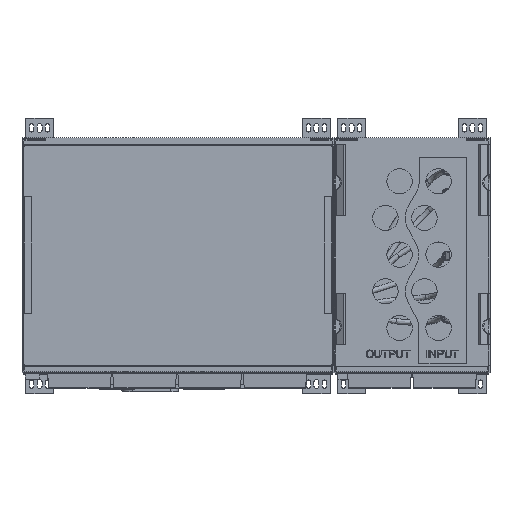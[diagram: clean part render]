
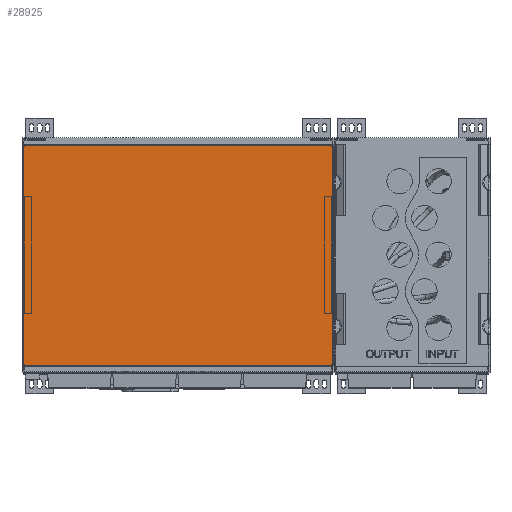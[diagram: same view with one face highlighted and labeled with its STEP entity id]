
A CAD part, top view. The second image highlights one B-rep face of the part: STEP entity #28925.
In plain terms, the highlighted planar face has unit normal (0, 0, 1).
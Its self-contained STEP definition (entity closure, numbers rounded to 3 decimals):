
#28925=ADVANCED_FACE('',(#35957),#32668,.F.);
#32668=PLANE('',#103660);
#35957=FACE_OUTER_BOUND('',#40475,.T.);
#40475=EDGE_LOOP('',(#52345,#52346,#52347,#52348,#52349,#52350,#52351,#52352,
#52353,#52354,#52355,#52356));
#52345=ORIENTED_EDGE('',*,*,#77382,.F.);
#52346=ORIENTED_EDGE('',*,*,#77380,.F.);
#52347=ORIENTED_EDGE('',*,*,#77386,.F.);
#52348=ORIENTED_EDGE('',*,*,#77387,.F.);
#52349=ORIENTED_EDGE('',*,*,#77388,.F.);
#52350=ORIENTED_EDGE('',*,*,#77389,.T.);
#52351=ORIENTED_EDGE('',*,*,#77390,.F.);
#52352=ORIENTED_EDGE('',*,*,#77391,.T.);
#52353=ORIENTED_EDGE('',*,*,#77392,.F.);
#52354=ORIENTED_EDGE('',*,*,#77393,.F.);
#52355=ORIENTED_EDGE('',*,*,#77394,.F.);
#52356=ORIENTED_EDGE('',*,*,#77395,.F.);
#68598=VERTEX_POINT('',#139352);
#68602=VERTEX_POINT('',#139361);
#68604=VERTEX_POINT('',#139367);
#68606=VERTEX_POINT('',#139375);
#68607=VERTEX_POINT('',#139377);
#68608=VERTEX_POINT('',#139379);
#68609=VERTEX_POINT('',#139381);
#68610=VERTEX_POINT('',#139383);
#68611=VERTEX_POINT('',#139385);
#68612=VERTEX_POINT('',#139387);
#68613=VERTEX_POINT('',#139389);
#68614=VERTEX_POINT('',#139391);
#77380=EDGE_CURVE('',#68602,#68598,#87389,.T.);
#77382=EDGE_CURVE('',#68598,#68604,#87391,.T.);
#77386=EDGE_CURVE('',#68606,#68602,#87395,.T.);
#77387=EDGE_CURVE('',#68607,#68606,#87396,.T.);
#77388=EDGE_CURVE('',#68608,#68607,#87397,.T.);
#77389=EDGE_CURVE('',#68608,#68609,#87398,.T.);
#77390=EDGE_CURVE('',#68610,#68609,#87399,.T.);
#77391=EDGE_CURVE('',#68610,#68611,#87400,.T.);
#77392=EDGE_CURVE('',#68612,#68611,#87401,.T.);
#77393=EDGE_CURVE('',#68613,#68612,#87402,.T.);
#77394=EDGE_CURVE('',#68614,#68613,#87403,.T.);
#77395=EDGE_CURVE('',#68604,#68614,#87404,.T.);
#87389=LINE('',#139362,#96082);
#87391=LINE('',#139366,#96084);
#87395=LINE('',#139374,#96088);
#87396=LINE('',#139376,#96089);
#87397=LINE('',#139378,#96090);
#87398=LINE('',#139380,#96091);
#87399=LINE('',#139382,#96092);
#87400=LINE('',#139384,#96093);
#87401=LINE('',#139386,#96094);
#87402=LINE('',#139388,#96095);
#87403=LINE('',#139390,#96096);
#87404=LINE('',#139392,#96097);
#96082=VECTOR('',#114254,1.);
#96084=VECTOR('',#114258,1.);
#96088=VECTOR('',#114266,1.);
#96089=VECTOR('',#114267,1.);
#96090=VECTOR('',#114268,1.);
#96091=VECTOR('',#114269,1.);
#96092=VECTOR('',#114270,1.);
#96093=VECTOR('',#114271,1.);
#96094=VECTOR('',#114272,1.);
#96095=VECTOR('',#114273,1.);
#96096=VECTOR('',#114274,1.);
#96097=VECTOR('',#114275,1.);
#103660=AXIS2_PLACEMENT_3D('',#139393,#114276,#114277);
#114254=DIRECTION('',(0.,-1.,0.));
#114258=DIRECTION('',(-1.,0.,0.));
#114266=DIRECTION('',(-1.,0.,0.));
#114267=DIRECTION('',(0.,-1.,0.));
#114268=DIRECTION('',(1.,0.,0.));
#114269=DIRECTION('',(0.,1.,0.));
#114270=DIRECTION('',(1.,0.,0.));
#114271=DIRECTION('',(0.,-1.,0.));
#114272=DIRECTION('',(1.,0.,0.));
#114273=DIRECTION('',(0.,1.,0.));
#114274=DIRECTION('',(-1.,0.,0.));
#114275=DIRECTION('',(0.,1.,0.));
#114276=DIRECTION('',(0.,0.,-1.));
#114277=DIRECTION('',(0.,1.,0.));
#139352=CARTESIAN_POINT('',(-1355.5,13.15,2102.164));
#139361=CARTESIAN_POINT('',(-1355.5,17.15,2102.164));
#139362=CARTESIAN_POINT('',(-1355.5,577.15,2102.164));
#139366=CARTESIAN_POINT('',(-1750.,13.15,2102.164));
#139367=CARTESIAN_POINT('',(-2144.5,13.15,2102.164));
#139374=CARTESIAN_POINT('',(-2144.5,17.15,2102.164));
#139375=CARTESIAN_POINT('',(-1351.5,17.15,2102.164));
#139376=CARTESIAN_POINT('',(-1351.5,298.1,2102.164));
#139377=CARTESIAN_POINT('',(-1351.5,577.15,2102.164));
#139378=CARTESIAN_POINT('',(-2144.5,577.15,2102.164));
#139379=CARTESIAN_POINT('',(-1355.5,577.15,2102.164));
#139380=CARTESIAN_POINT('',(-1355.5,298.1,2102.164));
#139381=CARTESIAN_POINT('',(-1355.5,581.15,2102.164));
#139382=CARTESIAN_POINT('',(-1750.,581.15,2102.164));
#139383=CARTESIAN_POINT('',(-2144.5,581.15,2102.164));
#139384=CARTESIAN_POINT('',(-2144.5,577.15,2102.164));
#139385=CARTESIAN_POINT('',(-2144.5,577.15,2102.164));
#139386=CARTESIAN_POINT('',(-2144.5,577.15,2102.164));
#139387=CARTESIAN_POINT('',(-2148.5,577.15,2102.164));
#139388=CARTESIAN_POINT('',(-2148.5,298.1,2102.164));
#139389=CARTESIAN_POINT('',(-2148.5,17.15,2102.164));
#139390=CARTESIAN_POINT('',(-1750.,17.15,2102.164));
#139391=CARTESIAN_POINT('',(-2144.5,17.15,2102.164));
#139392=CARTESIAN_POINT('',(-2144.5,577.15,2102.164));
#139393=CARTESIAN_POINT('',(-1750.,298.1,2102.164));
